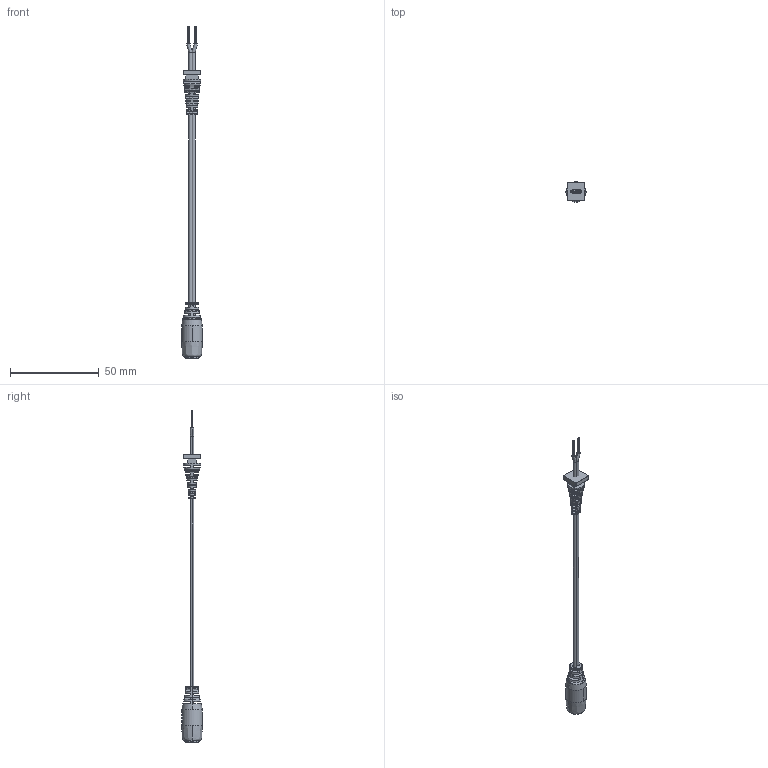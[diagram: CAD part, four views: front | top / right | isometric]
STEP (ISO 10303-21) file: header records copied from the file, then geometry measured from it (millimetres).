
FILE_DESCRIPTION (( 'STEP AP203' ), '1' );
FILE_NAME ('10-02964_revA.STEP', '2018-03-28T23:19:18', ( '' ), ( '' ), 'SwSTEP 2.0', 'SolidWorks 2015', '' );
FILE_SCHEMA (( 'CONFIG_CONTROL_DESIGN' ));
Length unit declared in the file: millimetre
Products named in the file (9): 10-02964_revA; 24-00251; 50-00025; 30-00003_wst; 50-00025 pin; 50-00025 shell; 50-00025 insulator; 24-00004; 50-00025 contact
Assembly tree (8 placements, depth 3):
  10-02964_revA
    30-00003_wst
    24-00004
    50-00025
      50-00025 insulator
      50-00025 pin
      50-00025 shell
      50-00025 contact
    24-00251
Bounding box: 11.4 x 11.4 x 186.56 mm (x, y, z)
Volume: 3900 mm3; surface area: 9742.3 mm2
Topology: 62 solids, 62 shells, 805 faces, 1897 edges, 1202 vertices
Faces by surface type: cylinder 286, plane 272, bspline 184, torus 36, cone 19, sphere 8
Entity records: 34308 total; most frequent: CARTESIAN_POINT 16079, ORIENTED_EDGE 3774, DIRECTION 3260, EDGE_CURVE 1887, AXIS2_PLACEMENT_3D 1368, VERTEX_POINT 1202, EDGE_LOOP 889, ADVANCED_FACE 805
